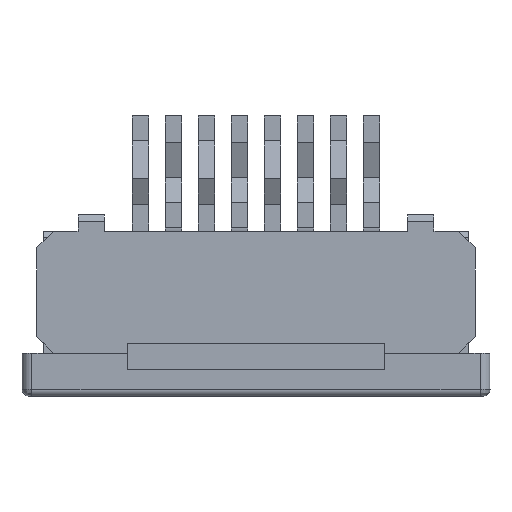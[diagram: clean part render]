
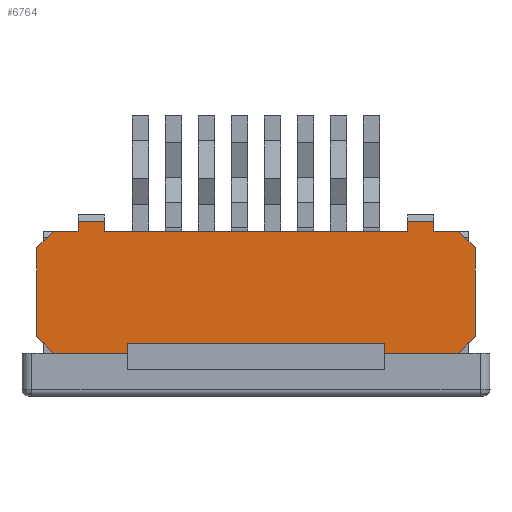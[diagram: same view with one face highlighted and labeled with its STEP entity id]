
A CAD part, front view. The second image highlights one B-rep face of the part: STEP entity #6764.
In plain terms, the highlighted planar face has unit normal (0, -1, 0).
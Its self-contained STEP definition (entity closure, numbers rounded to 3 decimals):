
#30=DIRECTION('',(0.,0.,1.));
#31=VECTOR('',#30,0.3);
#32=CARTESIAN_POINT('',(-14.9,-1.9,-1.45));
#33=LINE('386722',#32,#31);
#42=DIRECTION('',(1.,0.,0.));
#43=VECTOR('',#42,7.8);
#44=CARTESIAN_POINT('',(-14.9,-1.9,-1.15));
#45=LINE('387527',#44,#43);
#58=DIRECTION('',(0.,0.,-1.));
#59=VECTOR('',#58,0.3);
#60=CARTESIAN_POINT('',(-7.1,-1.9,-1.15));
#61=LINE('384569',#60,#59);
#74=DIRECTION('',(1.,0.,0.));
#75=VECTOR('',#74,2.25);
#76=CARTESIAN_POINT('',(-7.1,-1.9,-1.45));
#77=LINE('384550',#76,#75);
#486=DIRECTION('',(-1.,0.,0.));
#487=VECTOR('',#486,9.2);
#488=CARTESIAN_POINT('',(-6.4,-1.9,2.25));
#489=LINE('387479',#488,#487);
#1626=DIRECTION('',(0.,0.,-1.));
#1627=VECTOR('',#1626,0.3);
#1628=CARTESIAN_POINT('',(-6.4,-1.9,2.55));
#1629=LINE('384557',#1628,#1627);
#1642=DIRECTION('',(-1.,0.,0.));
#1643=VECTOR('',#1642,0.8);
#1644=CARTESIAN_POINT('',(-5.6,-1.9,2.55));
#1645=LINE('384556',#1644,#1643);
#1670=DIRECTION('',(0.,0.,1.));
#1671=VECTOR('',#1670,0.3);
#1672=CARTESIAN_POINT('',(-5.6,-1.9,2.25));
#1673=LINE('384555',#1672,#1671);
#1962=DIRECTION('',(1.,0.,0.));
#1963=VECTOR('',#1962,2.25);
#1964=CARTESIAN_POINT('',(-17.15,-1.9,-1.45));
#1965=LINE('386721',#1964,#1963);
#2066=DIRECTION('',(0.,0.,-1.));
#2067=VECTOR('',#2066,0.3);
#2068=CARTESIAN_POINT('',(-16.4,-1.9,2.55));
#2069=LINE('386716',#2068,#2067);
#2226=DIRECTION('',(0.,0.,1.));
#2227=VECTOR('',#2226,0.3);
#2228=CARTESIAN_POINT('',(-15.6,-1.9,2.25));
#2229=LINE('386714',#2228,#2227);
#2230=DIRECTION('',(-1.,0.,0.));
#2231=VECTOR('',#2230,0.8);
#2232=CARTESIAN_POINT('',(-15.6,-1.9,2.55));
#2233=LINE('386715',#2232,#2231);
#2250=DIRECTION('',(0.707,0.,-0.707));
#2251=VECTOR('',#2250,0.707);
#2252=CARTESIAN_POINT('',(-4.85,-1.9,2.25));
#2253=LINE('384553',#2252,#2251);
#2254=DIRECTION('',(-0.707,0.,-0.707));
#2255=VECTOR('',#2254,0.707);
#2256=CARTESIAN_POINT('',(-4.35,-1.9,-0.95));
#2257=LINE('384551',#2256,#2255);
#2258=DIRECTION('',(-0.707,0.,0.707));
#2259=VECTOR('',#2258,0.707);
#2260=CARTESIAN_POINT('',(-17.15,-1.9,-1.45));
#2261=LINE('386720',#2260,#2259);
#2262=DIRECTION('',(0.707,0.,0.707));
#2263=VECTOR('',#2262,0.707);
#2264=CARTESIAN_POINT('',(-17.65,-1.9,1.75));
#2265=LINE('386718',#2264,#2263);
#2270=DIRECTION('',(-1.,0.,0.));
#2271=VECTOR('',#2270,0.75);
#2272=CARTESIAN_POINT('',(-4.85,-1.9,2.25));
#2273=LINE('384554',#2272,#2271);
#2310=DIRECTION('',(0.,0.,1.));
#2311=VECTOR('',#2310,2.7);
#2312=CARTESIAN_POINT('',(-4.35,-1.9,-0.95));
#2313=LINE('384552',#2312,#2311);
#2358=DIRECTION('',(-1.,0.,0.));
#2359=VECTOR('',#2358,0.75);
#2360=CARTESIAN_POINT('',(-16.4,-1.9,2.25));
#2361=LINE('386717',#2360,#2359);
#2374=DIRECTION('',(0.,0.,-1.));
#2375=VECTOR('',#2374,2.7);
#2376=CARTESIAN_POINT('',(-17.65,-1.9,1.75));
#2377=LINE('386719',#2376,#2375);
#2930=CARTESIAN_POINT('',(-7.1,-1.9,-1.45));
#2931=CARTESIAN_POINT('',(-4.85,-1.9,-1.45));
#2932=VERTEX_POINT('',#2930);
#2933=VERTEX_POINT('',#2931);
#2934=CARTESIAN_POINT('',(-4.35,-1.9,-0.95));
#2935=VERTEX_POINT('',#2934);
#2936=CARTESIAN_POINT('',(-4.35,-1.9,1.75));
#2937=VERTEX_POINT('',#2936);
#2938=CARTESIAN_POINT('',(-4.85,-1.9,2.25));
#2939=VERTEX_POINT('',#2938);
#2940=CARTESIAN_POINT('',(-5.6,-1.9,2.25));
#2941=VERTEX_POINT('',#2940);
#2942=CARTESIAN_POINT('',(-5.6,-1.9,2.55));
#2943=VERTEX_POINT('',#2942);
#2944=CARTESIAN_POINT('',(-6.4,-1.9,2.55));
#2945=VERTEX_POINT('',#2944);
#2946=CARTESIAN_POINT('',(-6.4,-1.9,2.25));
#2947=VERTEX_POINT('',#2946);
#2948=CARTESIAN_POINT('',(-7.1,-1.9,-1.15));
#2949=VERTEX_POINT('',#2948);
#3215=CARTESIAN_POINT('',(-15.6,-1.9,2.25));
#3216=CARTESIAN_POINT('',(-15.6,-1.9,2.55));
#3217=VERTEX_POINT('',#3215);
#3218=VERTEX_POINT('',#3216);
#3219=CARTESIAN_POINT('',(-16.4,-1.9,2.55));
#3220=VERTEX_POINT('',#3219);
#3221=CARTESIAN_POINT('',(-16.4,-1.9,2.25));
#3222=VERTEX_POINT('',#3221);
#3223=CARTESIAN_POINT('',(-17.15,-1.9,2.25));
#3224=VERTEX_POINT('',#3223);
#3225=CARTESIAN_POINT('',(-17.65,-1.9,1.75));
#3226=VERTEX_POINT('',#3225);
#3227=CARTESIAN_POINT('',(-17.65,-1.9,-0.95));
#3228=VERTEX_POINT('',#3227);
#3229=CARTESIAN_POINT('',(-17.15,-1.9,-1.45));
#3230=VERTEX_POINT('',#3229);
#3231=CARTESIAN_POINT('',(-14.9,-1.9,-1.45));
#3232=VERTEX_POINT('',#3231);
#3233=CARTESIAN_POINT('',(-14.9,-1.9,-1.15));
#3234=VERTEX_POINT('',#3233);
#6729=CARTESIAN_POINT('',(0.,-1.9,0.55));
#6730=DIRECTION('',(0.,1.,0.));
#6731=DIRECTION('',(-1.,0.,0.));
#6732=AXIS2_PLACEMENT_3D('',#6729,#6730,#6731);
#6733=PLANE('385237',#6732);
#6734=ORIENTED_EDGE('387479',*,*,#3782,.F.);
#6735=ORIENTED_EDGE('384557',*,*,#5792,.F.);
#6736=ORIENTED_EDGE('384556',*,*,#5816,.F.);
#6737=ORIENTED_EDGE('384555',*,*,#5860,.F.);
#6739=ORIENTED_EDGE('384554',*,*,#6738,.F.);
#6741=ORIENTED_EDGE('384553',*,*,#6740,.T.);
#6743=ORIENTED_EDGE('384552',*,*,#6742,.F.);
#6745=ORIENTED_EDGE('384551',*,*,#6744,.T.);
#6746=ORIENTED_EDGE('384550',*,*,#3465,.F.);
#6747=ORIENTED_EDGE('384569',*,*,#3427,.F.);
#6748=ORIENTED_EDGE('387527',*,*,#3410,.F.);
#6749=ORIENTED_EDGE('386722',*,*,#3395,.F.);
#6750=ORIENTED_EDGE('386721',*,*,#6342,.F.);
#6752=ORIENTED_EDGE('386720',*,*,#6751,.T.);
#6754=ORIENTED_EDGE('386719',*,*,#6753,.F.);
#6756=ORIENTED_EDGE('386718',*,*,#6755,.T.);
#6758=ORIENTED_EDGE('386717',*,*,#6757,.F.);
#6759=ORIENTED_EDGE('386716',*,*,#6472,.F.);
#6760=ORIENTED_EDGE('386715',*,*,#6712,.F.);
#6761=ORIENTED_EDGE('386714',*,*,#6698,.F.);
#6762=EDGE_LOOP('385237',(#6734,#6735,#6736,#6737,#6739,#6741,#6743,#6745,#6746,
#6747,#6748,#6749,#6750,#6752,#6754,#6756,#6758,#6759,#6760,#6761));
#6763=FACE_OUTER_BOUND('385237',#6762,.F.);
#6764=ADVANCED_FACE('385237',(#6763),#6733,.F.);
#3395=EDGE_CURVE('386722',#3232,#3234,#33,.T.);
#3410=EDGE_CURVE('387527',#3234,#2949,#45,.T.);
#3427=EDGE_CURVE('384569',#2949,#2932,#61,.T.);
#3465=EDGE_CURVE('384550',#2932,#2933,#77,.T.);
#3782=EDGE_CURVE('387479',#2947,#3217,#489,.T.);
#5792=EDGE_CURVE('384557',#2945,#2947,#1629,.T.);
#5816=EDGE_CURVE('384556',#2943,#2945,#1645,.T.);
#5860=EDGE_CURVE('384555',#2941,#2943,#1673,.T.);
#6342=EDGE_CURVE('386721',#3230,#3232,#1965,.T.);
#6472=EDGE_CURVE('386716',#3220,#3222,#2069,.T.);
#6698=EDGE_CURVE('386714',#3217,#3218,#2229,.T.);
#6712=EDGE_CURVE('386715',#3218,#3220,#2233,.T.);
#6738=EDGE_CURVE('384554',#2939,#2941,#2273,.T.);
#6740=EDGE_CURVE('384553',#2939,#2937,#2253,.T.);
#6742=EDGE_CURVE('384552',#2935,#2937,#2313,.T.);
#6744=EDGE_CURVE('384551',#2935,#2933,#2257,.T.);
#6751=EDGE_CURVE('386720',#3230,#3228,#2261,.T.);
#6753=EDGE_CURVE('386719',#3226,#3228,#2377,.T.);
#6755=EDGE_CURVE('386718',#3226,#3224,#2265,.T.);
#6757=EDGE_CURVE('386717',#3222,#3224,#2361,.T.);
